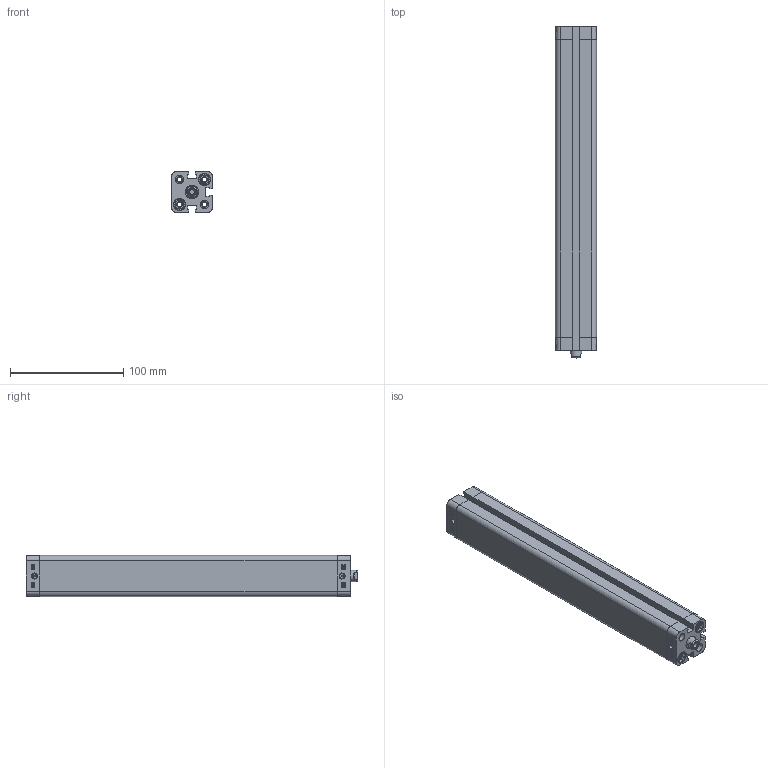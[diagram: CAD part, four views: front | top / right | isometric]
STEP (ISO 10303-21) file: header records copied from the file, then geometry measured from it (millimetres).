
FILE_DESCRIPTION((''),'2;1');
FILE_NAME('PDM020.250.GS.F.stp','2013-01-30T11:37:02',('Administrator'),(''),'Autodesk Inventor 2012','Autodesk Inventor 2012','');
FILE_SCHEMA(('CONFIG_CONTROL_DESIGN'));
Length unit declared in the file: millimetre
Products named in the file (1): PDM020.250.GS.F
Bounding box: 36.3 x 293.6 x 36.3 mm (x, y, z)
Volume: 179200.3 mm3; surface area: 105698.1 mm2
Topology: 1 solids, 3 shells, 485 faces, 1220 edges, 796 vertices
Faces by surface type: plane 244, bspline 94, cylinder 87, cone 50, torus 10
Full cylindrical faces by diameter (mm): 1.75 x2, 4.134 x10, 4.917 x1, 7.5 x4, 7.55 x2, 8 x8, 9 x1, 10 x1, 10.8 x4, 11.1 x4, 11.4 x1, 20 x1, 22.3 x1, 22.5 x1
Entity records: 14981 total; most frequent: CARTESIAN_POINT 3724, ORIENTED_EDGE 2226, DIRECTION 1936, EDGE_CURVE 1113, VERTEX_POINT 779, VECTOR 670, LINE 670, EDGE_LOOP 646
